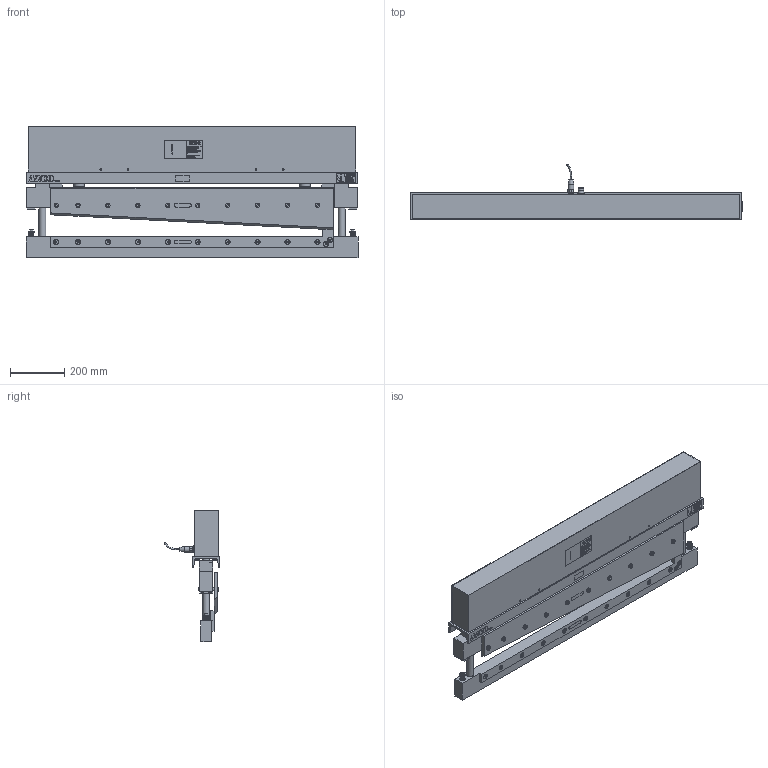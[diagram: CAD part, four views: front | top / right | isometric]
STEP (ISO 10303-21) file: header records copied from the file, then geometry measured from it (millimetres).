
FILE_DESCRIPTION(/* description */ (''),/* implementation_level */ '2;1');
FILE_NAME(/* name */ 'SKC1000-V3.stp',/* time_stamp */ '2023-01-11T08:20:10-05:00',/* author */ ('tmcandrew'),/* organization */ (''),/* preprocessor_version */ 'ST-DEVELOPER v16.1',/* originating_system */ 'Autodesk Inventor 2016',/* authorisation */ '');
FILE_SCHEMA (('AUTOMOTIVE_DESIGN { 1 0 10303 214 3 1 1 }'));
Products named in the file (1): SKC1000-V3 SOLID MODEL
Bounding box: 1220 x 205.53 x 481.57 mm (x, y, z)
Volume: 56657238.7 mm3; surface area: 10827284 mm2
Topology: 4 solids, 55 shells, 4887 faces, 12644 edges, 8381 vertices
Faces by surface type: plane 2621, bspline 1609, cylinder 499, cone 154, torus 4
Full cylindrical faces by diameter (mm): 2.459 x4, 3 x4, 3.242 x4, 3.5 x4, 4.134 x20, 4.917 x16, 5.5 x9, 6 x2, 6.2 x8, 6.5 x2, 6.6 x4, 6.647 x12, 7.798 x2, 8 x14, 8.376 x2, 8.5 x2, 9 x12, 9.525 x6, 10 x35, 10.106 x4, 10.592 x8, 10.719 x4, 10.8 x20, 11.1 x4, 11.176 x2, 11.272 x1, 12 x2, 12.192 x1, 12.5 x10, 12.7 x5
Entity records: 181255 total; most frequent: CARTESIAN_POINT 69937, ORIENTED_EDGE 23982, DIRECTION 16272, EDGE_CURVE 11987, VERTEX_POINT 8184, LINE 7694, VECTOR 7694, EDGE_LOOP 6007
